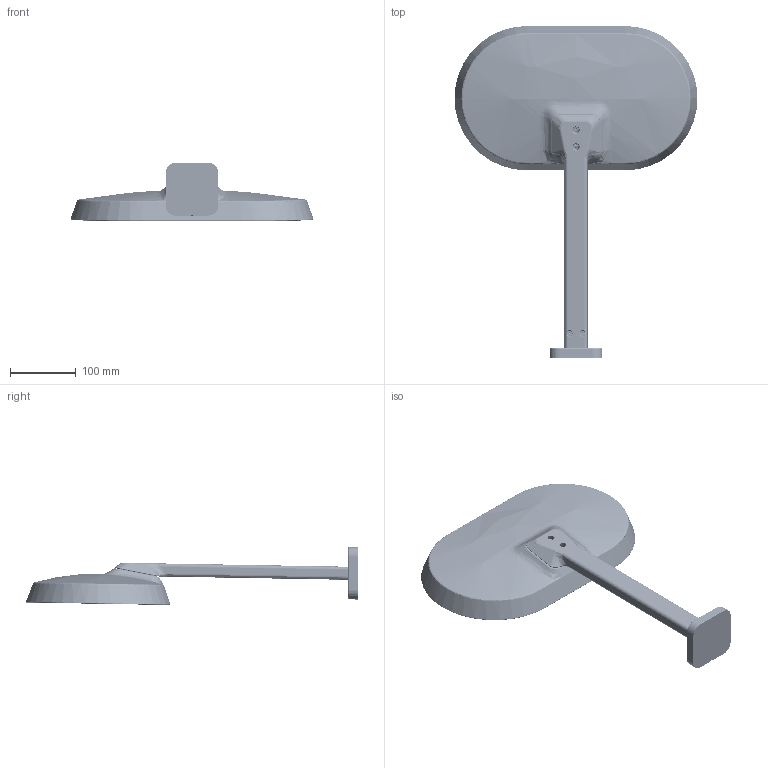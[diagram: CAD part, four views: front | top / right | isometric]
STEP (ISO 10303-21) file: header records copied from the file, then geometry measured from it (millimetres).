
FILE_DESCRIPTION(('3DEXPERIENCE STEP','CAx-IF Rec.Pracs.--- Model Styling and Organization---1.5--- 2016-08-15','CAx-IF Rec.Pracs.---Supplemental Geometry---1.0---2011-11-01','CAx-IF Rec.Pracs.--- Composite Materials ---3.4---2017-06-13','CAx-IF Rec.Pracs.---Tessellated 3D Geometry---1.0---2015-12-17'),'2;1');
FILE_NAME('prd-HG-00691827.stp','2024-04-12T05:44:17+00:00',('none'),('none'),'3DEXPERIENCE Platform3DEXPERIENCE R2023x HotFix 5','3DEXPERIENCE Platform STEP AP242 v2','none');
FILE_SCHEMA(('AP242_MANAGED_MODEL_BASED_3D_ENGINEERING_MIM_LF {1 0 10303 442 1 1 4}'));
Products named in the file (10): P-2_AX_CitterioNe_KB_370_1j_m_Br_arm; P-2_Shower_arm_1jet_AX_Citterio_Next; P-2_Brausearm_1jet_Wand_AX_Citterio_Next; P-2_Rosette_Decke_Wand_AX_Citterio_Next; DIN EN ISO 10642 M4x16 A2 hexagon socket countersunk head screws with reduced loadabilitiy; P-2_KB_AX_Citterio_370x220_1jet; P-2_Strahlmatte_KB_AX_Citterio_370x220_1jet; FUE_Blende_1jet_KB_AX_Citterio_370x220; P-2_Mantel_KB_AX_Citterio_370x220; ISO_4762_M5x20_A2_Hexagon_socket
Assembly tree (11 placements, depth 3):
  P-2_AX_CitterioNe_KB_370_1j_m_Br_arm
    P-2_Shower_arm_1jet_AX_Citterio_Next
      P-2_Brausearm_1jet_Wand_AX_Citterio_Next
      P-2_Rosette_Decke_Wand_AX_Citterio_Next
      DIN EN ISO 10642 M4x16 A2 hexagon socket countersunk head screws with reduced loadabilitiy  x2
    P-2_KB_AX_Citterio_370x220_1jet
      P-2_Strahlmatte_KB_AX_Citterio_370x220_1jet
      FUE_Blende_1jet_KB_AX_Citterio_370x220
      P-2_Mantel_KB_AX_Citterio_370x220
    ISO_4762_M5x20_A2_Hexagon_socket  x2
Bounding box: 369.5 x 504.75 x 88.35 mm (x, y, z)
Volume: 2421143.7 mm3; surface area: 492359.7 mm2
Topology: 9 solids, 9 shells, 5369 faces, 12994 edges, 8211 vertices
Faces by surface type: cylinder 2056, torus 1202, cone 818, plane 671, bspline 556, extrusion 66
Entity records: 201322 total; most frequent: CARTESIAN_POINT 88354, ORIENTED_EDGE 25724, DIRECTION 17296, EDGE_CURVE 12862, AXIS2_PLACEMENT_3D 10716, VERTEX_POINT 8135, CIRCLE 7196, EDGE_LOOP 6281
